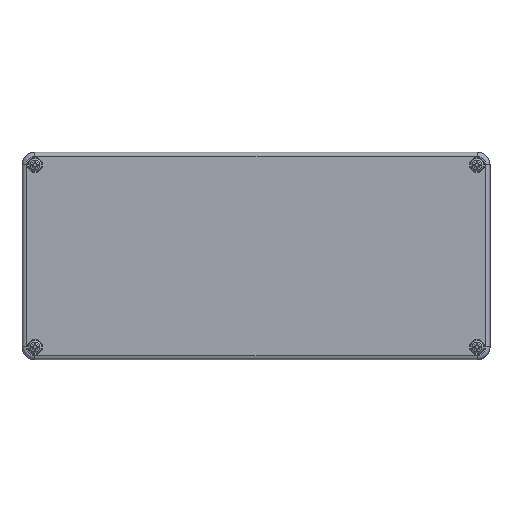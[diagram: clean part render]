
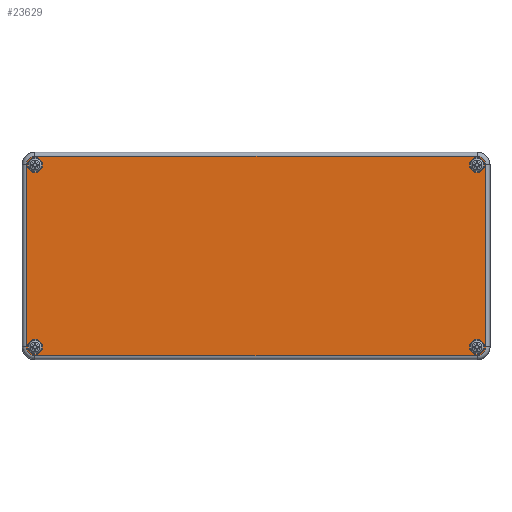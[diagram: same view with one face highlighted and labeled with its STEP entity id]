
A CAD part, top view. The second image highlights one B-rep face of the part: STEP entity #23629.
In plain terms, the highlighted face is planar.
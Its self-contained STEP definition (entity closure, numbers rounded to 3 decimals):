
#23486=CARTESIAN_POINT('',(164.2,70.,-20.0));
#23487=VERTEX_POINT('',#23486);
#23488=CARTESIAN_POINT('',(170.,70.,-20.0));
#23489=DIRECTION('',(0.0,0.0,-1.0));
#23490=DIRECTION('',(1.0,0.0,0.0));
#23491=AXIS2_PLACEMENT_3D('',#23488,#23489,#23490);
#23492=CIRCLE('',#23491,5.8);
#23493=EDGE_CURVE('',#23487,#23487,#23492,.T.);
#23518=CARTESIAN_POINT('',(0.,0.,-20.0));
#23519=DIRECTION('',(0.0,0.0,1.0));
#23520=DIRECTION('',(1.0,0.0,0.0));
#23521=AXIS2_PLACEMENT_3D('',#23518,#23519,#23520);
#23522=PLANE('',#23521);
#23523=CARTESIAN_POINT('',(176.703,-70.,-20.0));
#23524=VERTEX_POINT('',#23523);
#23525=CARTESIAN_POINT('',(176.703,70.,-20.0));
#23526=VERTEX_POINT('',#23525);
#23527=CARTESIAN_POINT('',(176.703,-70.,-20.0));
#23528=DIRECTION('',(0.0,1.0,0.0));
#23529=VECTOR('',#23528,140.);
#23530=LINE('',#23527,#23529);
#23531=EDGE_CURVE('',#23524,#23526,#23530,.T.);
#23532=ORIENTED_EDGE('',*,*,#23531,.F.);
#23533=CARTESIAN_POINT('',(170.,-76.703,-20.0));
#23534=VERTEX_POINT('',#23533);
#23535=CARTESIAN_POINT('',(170.,-70.,-20.0));
#23536=DIRECTION('',(0.0,0.0,1.0));
#23537=DIRECTION('',(0.707,-0.707,0.0));
#23538=AXIS2_PLACEMENT_3D('',#23535,#23536,#23537);
#23539=CIRCLE('',#23538,6.703);
#23540=EDGE_CURVE('',#23534,#23524,#23539,.T.);
#23541=ORIENTED_EDGE('',*,*,#23540,.F.);
#23542=CARTESIAN_POINT('',(-170.,-76.703,-20.0));
#23543=VERTEX_POINT('',#23542);
#23544=CARTESIAN_POINT('',(-170.,-76.703,-20.0));
#23545=DIRECTION('',(1.0,0.0,0.0));
#23546=VECTOR('',#23545,340.);
#23547=LINE('',#23544,#23546);
#23548=EDGE_CURVE('',#23543,#23534,#23547,.T.);
#23549=ORIENTED_EDGE('',*,*,#23548,.F.);
#23550=CARTESIAN_POINT('',(-176.703,-70.,-20.0));
#23551=VERTEX_POINT('',#23550);
#23552=CARTESIAN_POINT('',(-170.,-70.,-20.0));
#23553=DIRECTION('',(0.0,0.0,1.0));
#23554=DIRECTION('',(-0.707,-0.707,0.0));
#23555=AXIS2_PLACEMENT_3D('',#23552,#23553,#23554);
#23556=CIRCLE('',#23555,6.703);
#23557=EDGE_CURVE('',#23551,#23543,#23556,.T.);
#23558=ORIENTED_EDGE('',*,*,#23557,.F.);
#23559=CARTESIAN_POINT('',(-176.703,70.,-20.0));
#23560=VERTEX_POINT('',#23559);
#23561=CARTESIAN_POINT('',(-176.703,70.,-20.0));
#23562=DIRECTION('',(0.0,-1.0,0.0));
#23563=VECTOR('',#23562,140.);
#23564=LINE('',#23561,#23563);
#23565=EDGE_CURVE('',#23560,#23551,#23564,.T.);
#23566=ORIENTED_EDGE('',*,*,#23565,.F.);
#23567=CARTESIAN_POINT('',(-170.,76.703,-20.0));
#23568=VERTEX_POINT('',#23567);
#23569=CARTESIAN_POINT('',(-170.,70.,-20.0));
#23570=DIRECTION('',(0.0,0.0,1.0));
#23571=DIRECTION('',(-0.707,0.707,0.0));
#23572=AXIS2_PLACEMENT_3D('',#23569,#23570,#23571);
#23573=CIRCLE('',#23572,6.703);
#23574=EDGE_CURVE('',#23568,#23560,#23573,.T.);
#23575=ORIENTED_EDGE('',*,*,#23574,.F.);
#23576=CARTESIAN_POINT('',(170.,76.703,-20.0));
#23577=VERTEX_POINT('',#23576);
#23578=CARTESIAN_POINT('',(170.,76.703,-20.0));
#23579=DIRECTION('',(-1.0,0.0,0.0));
#23580=VECTOR('',#23579,340.);
#23581=LINE('',#23578,#23580);
#23582=EDGE_CURVE('',#23577,#23568,#23581,.T.);
#23583=ORIENTED_EDGE('',*,*,#23582,.F.);
#23584=CARTESIAN_POINT('',(170.,70.,-20.0));
#23585=DIRECTION('',(0.0,0.0,1.0));
#23586=DIRECTION('',(0.707,0.707,0.0));
#23587=AXIS2_PLACEMENT_3D('',#23584,#23585,#23586);
#23588=CIRCLE('',#23587,6.703);
#23589=EDGE_CURVE('',#23526,#23577,#23588,.T.);
#23590=ORIENTED_EDGE('',*,*,#23589,.F.);
#23591=EDGE_LOOP('',(#23532,#23541,#23549,#23558,#23566,#23575,#23583,#23590));
#23592=FACE_OUTER_BOUND('',#23591,.T.);
#23593=CARTESIAN_POINT('',(164.2,-70.,-20.0));
#23594=VERTEX_POINT('',#23593);
#23595=CARTESIAN_POINT('',(170.,-70.,-20.0));
#23596=DIRECTION('',(0.0,0.0,-1.0));
#23597=DIRECTION('',(1.0,0.0,0.0));
#23598=AXIS2_PLACEMENT_3D('',#23595,#23596,#23597);
#23599=CIRCLE('',#23598,5.8);
#23600=EDGE_CURVE('',#23594,#23594,#23599,.T.);
#23601=ORIENTED_EDGE('',*,*,#23600,.F.);
#23602=EDGE_LOOP('',(#23601));
#23603=FACE_BOUND('',#23602,.T.);
#23604=CARTESIAN_POINT('',(-175.8,70.,-20.0));
#23605=VERTEX_POINT('',#23604);
#23606=CARTESIAN_POINT('',(-170.,70.,-20.0));
#23607=DIRECTION('',(0.0,0.0,-1.0));
#23608=DIRECTION('',(1.0,0.0,0.0));
#23609=AXIS2_PLACEMENT_3D('',#23606,#23607,#23608);
#23610=CIRCLE('',#23609,5.8);
#23611=EDGE_CURVE('',#23605,#23605,#23610,.T.);
#23612=ORIENTED_EDGE('',*,*,#23611,.F.);
#23613=EDGE_LOOP('',(#23612));
#23614=FACE_BOUND('',#23613,.T.);
#23615=CARTESIAN_POINT('',(-175.8,-70.,-20.0));
#23616=VERTEX_POINT('',#23615);
#23617=CARTESIAN_POINT('',(-170.,-70.,-20.0));
#23618=DIRECTION('',(0.0,0.0,-1.0));
#23619=DIRECTION('',(1.0,0.0,0.0));
#23620=AXIS2_PLACEMENT_3D('',#23617,#23618,#23619);
#23621=CIRCLE('',#23620,5.8);
#23622=EDGE_CURVE('',#23616,#23616,#23621,.T.);
#23623=ORIENTED_EDGE('',*,*,#23622,.F.);
#23624=EDGE_LOOP('',(#23623));
#23625=FACE_BOUND('',#23624,.T.);
#23626=ORIENTED_EDGE('',*,*,#23493,.F.);
#23627=EDGE_LOOP('',(#23626));
#23628=FACE_BOUND('',#23627,.T.);
#23629=ADVANCED_FACE('',(#23592,#23603,#23614,#23625,#23628),#23522,.F.);
